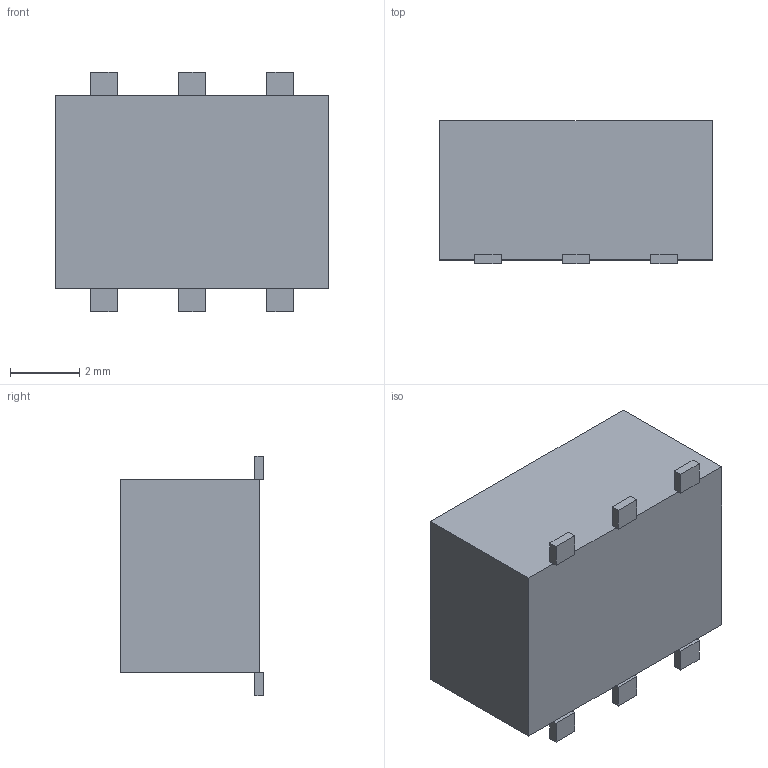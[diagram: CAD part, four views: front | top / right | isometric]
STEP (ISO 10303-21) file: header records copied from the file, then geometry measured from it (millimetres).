
FILE_DESCRIPTION (( 'STEP AP214' ), '1' );
FILE_NAME ('User Library-CD636.STEP', '2021-10-13T19:32:00', ( '' ), ( '' ), 'SwSTEP 2.0', 'SolidWorks 2021', '' );
FILE_SCHEMA (( 'AUTOMOTIVE_DESIGN' ));
Length unit declared in the file: millimetre
Products named in the file (1): User Library-CD636
Bounding box: 7.87 x 4.12 x 6.91 mm (x, y, z)
Volume: 176.9 mm3; surface area: 206.3 mm2
Topology: 8 solids, 8 shells, 46 faces, 90 edges, 60 vertices
Faces by surface type: plane 44, cylinder 2
Entity records: 1761 total; most frequent: CARTESIAN_POINT 197, DIRECTION 188, ORIENTED_EDGE 180, EDGE_CURVE 90, VECTOR 86, LINE 86, VERTEX_POINT 60, UNCERTAINTY_MEASURE_WITH_UNIT 56
